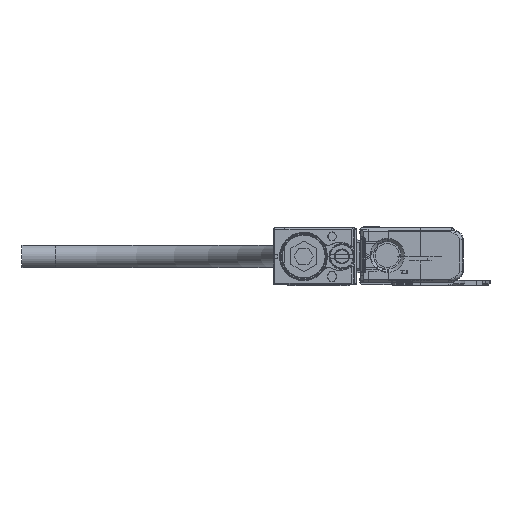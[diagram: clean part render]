
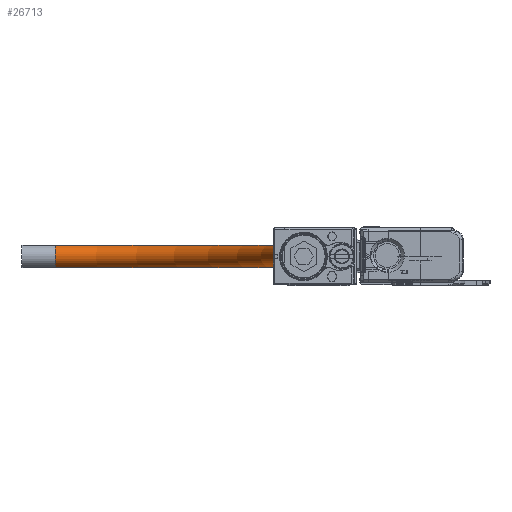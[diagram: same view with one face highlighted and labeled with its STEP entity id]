
A CAD part, left-side view. The second image highlights one B-rep face of the part: STEP entity #26713.
In plain terms, the highlighted toroidal (fillet/blend) face has major radius 75 mm and minor radius 3.4 mm.
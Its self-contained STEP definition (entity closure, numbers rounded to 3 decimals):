
#24253=AXIS2_PLACEMENT_3D('Circle Axis2P3D',#24251,#24252,$) ;
#26674=AXIS2_PLACEMENT_3D('Torus Axis2P3D',#26671,#26672,#26673) ;
#26687=AXIS2_PLACEMENT_3D('Circle Axis2P3D',#26685,#26686,$) ;
#26692=AXIS2_PLACEMENT_3D('Circle Axis2P3D',#26690,#26691,$) ;
#26704=AXIS2_PLACEMENT_3D('Circle Axis2P3D',#26702,#26703,$) ;
#24229=CARTESIAN_POINT('Vertex',(32.5,48.2,3.8)) ;
#24236=CARTESIAN_POINT('Vertex',(32.5,48.2,10.6)) ;
#24251=CARTESIAN_POINT('Axis2P3D Location',(32.5,48.2,7.2)) ;
#26671=CARTESIAN_POINT('Axis2P3D Location',(32.5,123.2,7.2)) ;
#26680=CARTESIAN_POINT('Vertex',(107.5,123.2,3.8)) ;
#26682=CARTESIAN_POINT('Vertex',(107.5,123.2,10.6)) ;
#26685=CARTESIAN_POINT('Axis2P3D Location',(32.5,123.2,10.6)) ;
#26690=CARTESIAN_POINT('Axis2P3D Location',(32.5,123.2,3.8)) ;
#26702=CARTESIAN_POINT('Axis2P3D Location',(107.5,123.2,7.2)) ;
#24252=DIRECTION('Axis2P3D Direction',(-1.,0.,0.)) ;
#26672=DIRECTION('Axis2P3D Direction',(0.,0.,1.)) ;
#26673=DIRECTION('Axis2P3D XDirection',(0.,-1.,0.)) ;
#26686=DIRECTION('Axis2P3D Direction',(0.,0.,1.)) ;
#26691=DIRECTION('Axis2P3D Direction',(0.,0.,1.)) ;
#26703=DIRECTION('Axis2P3D Direction',(0.,-1.,0.)) ;
#26708=ORIENTED_EDGE('',*,*,#26706,.T.) ;
#26709=ORIENTED_EDGE('',*,*,#26694,.F.) ;
#26710=ORIENTED_EDGE('',*,*,#24255,.F.) ;
#26711=ORIENTED_EDGE('',*,*,#26689,.T.) ;
#26713=ADVANCED_FACE('\X2\FF8AFF9FFF70FF82\X0\ \X2\FF8EFF9EFF83FF9EFF68FF70\X0\',(#26712),#26675,.T.) ;
#24254=CIRCLE('generated circle',#24253,3.4) ;
#26688=CIRCLE('generated circle',#26687,75.) ;
#26693=CIRCLE('generated circle',#26692,75.) ;
#26705=CIRCLE('generated circle',#26704,3.4) ;
#26675=TOROIDAL_SURFACE('homeo Torus',#26674,75.,3.4) ;
#24255=EDGE_CURVE('',#24237,#24230,#24254,.T.) ;
#26689=EDGE_CURVE('',#24237,#26683,#26688,.T.) ;
#26694=EDGE_CURVE('',#24230,#26681,#26693,.T.) ;
#26706=EDGE_CURVE('',#26683,#26681,#26705,.T.) ;
#26707=EDGE_LOOP('',(#26708,#26709,#26710,#26711)) ;
#26712=FACE_OUTER_BOUND('',#26707,.T.) ;
#24230=VERTEX_POINT('',#24229) ;
#24237=VERTEX_POINT('',#24236) ;
#26681=VERTEX_POINT('',#26680) ;
#26683=VERTEX_POINT('',#26682) ;
